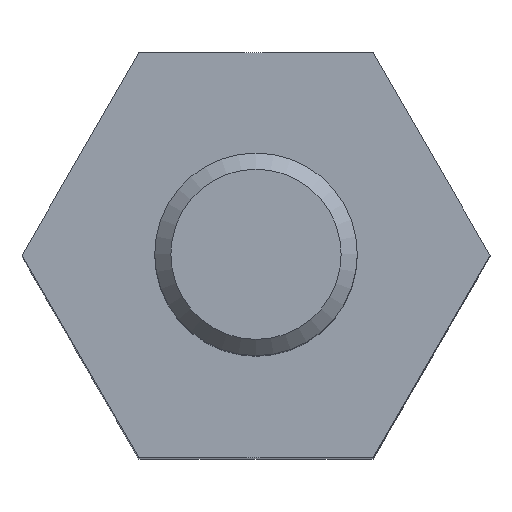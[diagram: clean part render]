
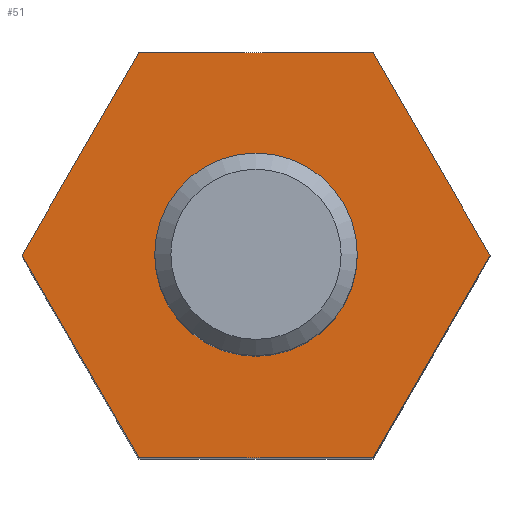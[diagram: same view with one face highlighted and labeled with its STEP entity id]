
A CAD part, top view. The second image highlights one B-rep face of the part: STEP entity #51.
In plain terms, the highlighted planar face has unit normal (0, 0, 1).
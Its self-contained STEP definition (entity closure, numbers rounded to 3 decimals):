
#51 = ADVANCED_FACE( '', ( #119, #120 ), #121, .T. );
#119 = FACE_BOUND( '', #213, .T. );
#120 = FACE_OUTER_BOUND( '', #214, .T. );
#121 = PLANE( '', #215 );
#213 = EDGE_LOOP( '', ( #305 ) );
#214 = EDGE_LOOP( '', ( #306, #307, #308, #309, #310, #311 ) );
#215 = AXIS2_PLACEMENT_3D( '', #312, #313, #314 );
#305 = ORIENTED_EDGE( '', *, *, #485, .T. );
#306 = ORIENTED_EDGE( '', *, *, #486, .T. );
#307 = ORIENTED_EDGE( '', *, *, #487, .T. );
#308 = ORIENTED_EDGE( '', *, *, #488, .T. );
#309 = ORIENTED_EDGE( '', *, *, #489, .T. );
#310 = ORIENTED_EDGE( '', *, *, #490, .T. );
#311 = ORIENTED_EDGE( '', *, *, #491, .T. );
#312 = CARTESIAN_POINT( '', ( 0., 0., 12. ) );
#313 = DIRECTION( '', ( 0., 0., 1. ) );
#314 = DIRECTION( '', ( 1., 0., 0. ) );
#485 = EDGE_CURVE( '', #555, #555, #556, .F. );
#486 = EDGE_CURVE( '', #557, #558, #559, .T. );
#487 = EDGE_CURVE( '', #558, #560, #561, .T. );
#488 = EDGE_CURVE( '', #560, #562, #563, .T. );
#489 = EDGE_CURVE( '', #562, #564, #565, .T. );
#490 = EDGE_CURVE( '', #564, #566, #567, .T. );
#491 = EDGE_CURVE( '', #566, #557, #568, .T. );
#555 = VERTEX_POINT( '', #662 );
#556 = CIRCLE( '', #663, 1.104 );
#557 = VERTEX_POINT( '', #664 );
#558 = VERTEX_POINT( '', #665 );
#559 = LINE( '', #666, #667 );
#560 = VERTEX_POINT( '', #668 );
#561 = LINE( '', #669, #670 );
#562 = VERTEX_POINT( '', #671 );
#563 = LINE( '', #672, #673 );
#564 = VERTEX_POINT( '', #674 );
#565 = LINE( '', #675, #676 );
#566 = VERTEX_POINT( '', #677 );
#567 = LINE( '', #678, #679 );
#568 = LINE( '', #680, #681 );
#662 = CARTESIAN_POINT( '', ( 1.104, 0., 12. ) );
#663 = AXIS2_PLACEMENT_3D( '', #824, #825, #826 );
#664 = CARTESIAN_POINT( '', ( 1.443, 2.5, 12. ) );
#665 = CARTESIAN_POINT( '', ( -1.443, 2.5, 12. ) );
#666 = CARTESIAN_POINT( '', ( 1.443, 2.5, 12. ) );
#667 = VECTOR( '', #827, 1000. );
#668 = CARTESIAN_POINT( '', ( -2.887, 0., 12. ) );
#669 = CARTESIAN_POINT( '', ( -1.443, 2.5, 12. ) );
#670 = VECTOR( '', #828, 1000. );
#671 = CARTESIAN_POINT( '', ( -1.443, -2.5, 12. ) );
#672 = CARTESIAN_POINT( '', ( -2.887, 0., 12. ) );
#673 = VECTOR( '', #829, 1000. );
#674 = CARTESIAN_POINT( '', ( 1.443, -2.5, 12. ) );
#675 = CARTESIAN_POINT( '', ( -1.443, -2.5, 12. ) );
#676 = VECTOR( '', #830, 1000. );
#677 = CARTESIAN_POINT( '', ( 2.887, 0., 12. ) );
#678 = CARTESIAN_POINT( '', ( 1.443, -2.5, 12. ) );
#679 = VECTOR( '', #831, 1000. );
#680 = CARTESIAN_POINT( '', ( 2.887, 0., 12. ) );
#681 = VECTOR( '', #832, 1000. );
#824 = CARTESIAN_POINT( '', ( 0., 0., 12. ) );
#825 = DIRECTION( '', ( 0., 0., 1. ) );
#826 = DIRECTION( '', ( 1., 0., 0. ) );
#827 = DIRECTION( '', ( -1., 0., 0. ) );
#828 = DIRECTION( '', ( -0.5, -0.866, 0. ) );
#829 = DIRECTION( '', ( 0.5, -0.866, 0. ) );
#830 = DIRECTION( '', ( 1., 0., 0. ) );
#831 = DIRECTION( '', ( 0.5, 0.866, 0. ) );
#832 = DIRECTION( '', ( -0.5, 0.866, 0. ) );
